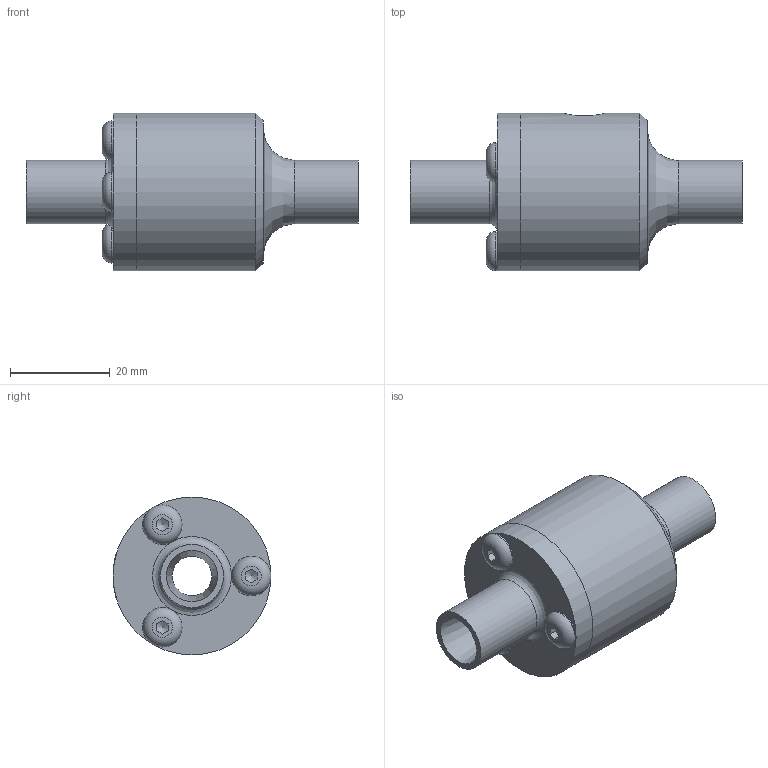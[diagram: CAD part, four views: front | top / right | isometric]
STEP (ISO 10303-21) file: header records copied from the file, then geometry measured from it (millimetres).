
FILE_DESCRIPTION((''),'2;1');
FILE_NAME('6079-3D.stp','2010-05-26T15:24:12',('Michael Witt'),(''),'Autodesk Inventor 2010','Autodesk Inventor 2010','');
FILE_SCHEMA(('AUTOMOTIVE_DESIGN { 1 0 10303 214 1 1 1 1 }'));
Length unit declared in the file: inch
Products named in the file (6): Assembly3; Part22; Part24; Part26; Part28; Part30
Assembly tree (5 placements, depth 2):
  Assembly3
    Part22
    Part24
    Part26
    Part28
    Part30
Bounding box: 66.73 x 31.75 x 31.75 mm (x, y, z)
Volume: 24804 mm3; surface area: 11276.1 mm2
Topology: 5 solids, 5 shells, 75 faces, 163 edges, 104 vertices
Faces by surface type: plane 35, cylinder 15, bspline 11, cone 10, torus 4
Full cylindrical faces by diameter (mm): 4.166 x3, 7.925 x3, 7.938 x2, 7.95 x1, 8.611 x1, 12.7 x2, 15.723 x1, 31.75 x2
Entity records: 2121 total; most frequent: CARTESIAN_POINT 594, DIRECTION 292, ORIENTED_EDGE 216, EDGE_LOOP 132, AXIS2_PLACEMENT_3D 128, EDGE_CURVE 108, VERTEX_POINT 90, FACE_OUTER_BOUND 75
